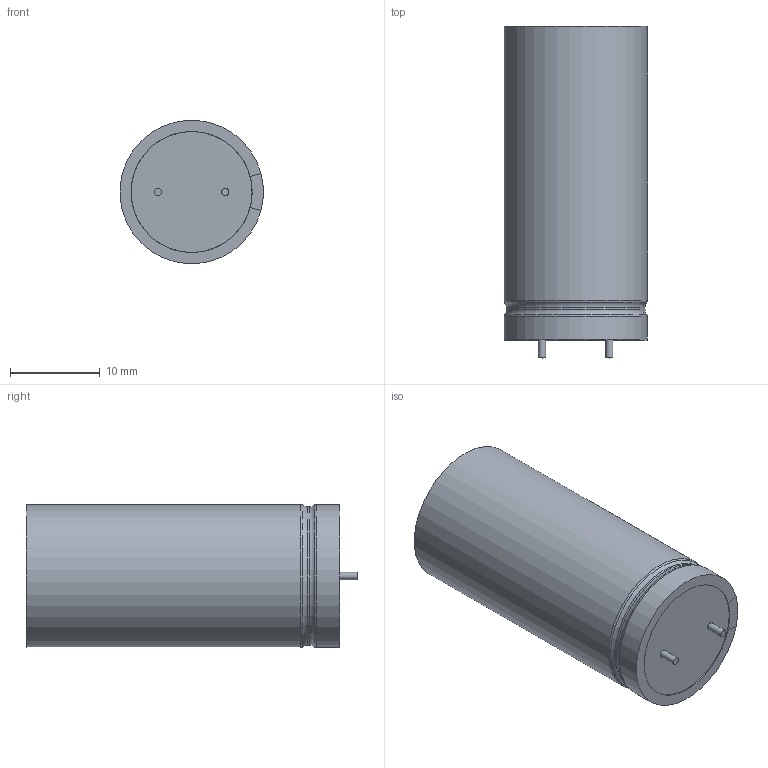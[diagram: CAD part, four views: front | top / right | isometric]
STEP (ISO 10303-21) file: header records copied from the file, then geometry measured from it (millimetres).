
FILE_DESCRIPTION(/* description */ (''),/* implementation_level */ '2;1');
FILE_NAME(/* name */ 'Electrolytic Black 7.5-16-35.step',/* time_stamp */ '2019-02-15T06:03:20+11:00',/* author */ ('austfox'),/* organization */ (''),/* preprocessor_version */ 'ST-DEVELOPER v17.2',/* originating_system */ 'Autodesk Translation Framework v7.6.0.251',/* authorisation */ '');
FILE_SCHEMA (('AUTOMOTIVE_DESIGN { 1 0 10303 214 3 1 1 }'));
Length unit declared in the file: millimetre
Products named in the file (1): Electrolytic Black 7.5-16-35
Bounding box: 16.02 x 37 x 15.94 mm (x, y, z)
Volume: 6998.8 mm3; surface area: 3967.6 mm2
Topology: 10 solids, 10 shells, 79 faces, 176 edges, 118 vertices
Faces by surface type: plane 49, cylinder 22, torus 8
Full cylindrical faces by diameter (mm): 0.8 x2, 12 x1, 13.5 x1
Entity records: 2257 total; most frequent: DIRECTION 402, CARTESIAN_POINT 374, ORIENTED_EDGE 352, EDGE_CURVE 176, AXIS2_PLACEMENT_3D 146, VERTEX_POINT 118, LINE 110, VECTOR 110
